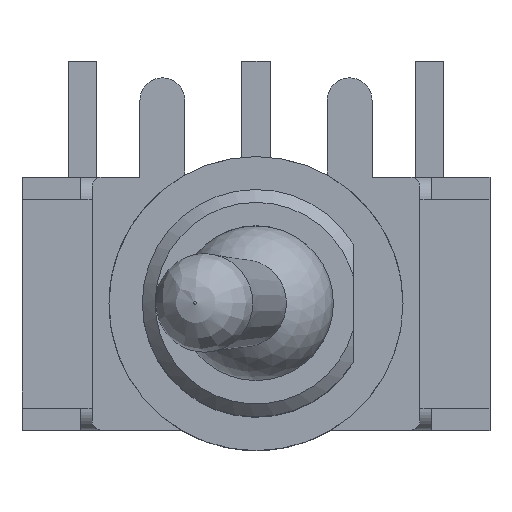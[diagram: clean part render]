
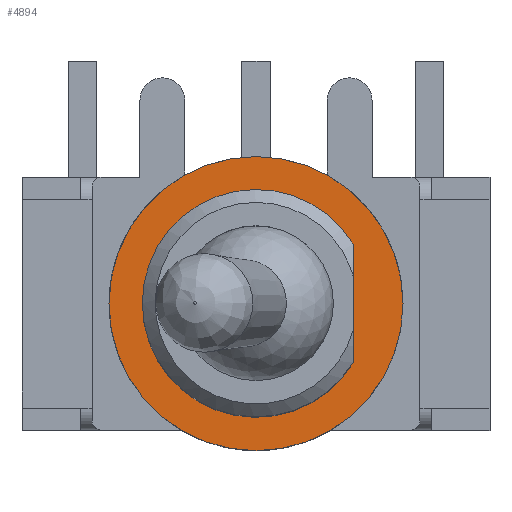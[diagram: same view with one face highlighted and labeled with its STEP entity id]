
A CAD part, top view. The second image highlights one B-rep face of the part: STEP entity #4894.
In plain terms, the highlighted planar face has unit normal (0, 0, 1).
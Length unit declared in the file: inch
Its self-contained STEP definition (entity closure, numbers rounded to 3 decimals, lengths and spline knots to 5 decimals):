
#109=FACE_BOUND('',#505,.T.);
#208=FACE_OUTER_BOUND('',#504,.T.);
#504=EDGE_LOOP('',(#3338));
#505=EDGE_LOOP('',(#3339,#3340));
#812=CIRCLE('',#5241,0.12146);
#813=CIRCLE('',#5243,0.15709);
#948=LINE('',#7150,#1508);
#1508=VECTOR('',#5752,0.3937);
#2069=VERTEX_POINT('',#7147);
#2070=VERTEX_POINT('',#7149);
#2071=VERTEX_POINT('',#7156);
#2545=EDGE_CURVE('',#2070,#2069,#948,.T.);
#2548=EDGE_CURVE('',#2069,#2070,#812,.T.);
#2549=EDGE_CURVE('',#2071,#2071,#813,.T.);
#3338=ORIENTED_EDGE('',*,*,#2549,.T.);
#3339=ORIENTED_EDGE('',*,*,#2548,.T.);
#3340=ORIENTED_EDGE('',*,*,#2545,.T.);
#4676=PLANE('',#5242);
#4894=ADVANCED_FACE('',(#208,#109),#4676,.T.);
#5241=AXIS2_PLACEMENT_3D('',#7154,#5757,#5758);
#5242=AXIS2_PLACEMENT_3D('',#7155,#5759,#5760);
#5243=AXIS2_PLACEMENT_3D('',#7157,#5761,#5762);
#5752=DIRECTION('',(0.,-1.,0.));
#5757=DIRECTION('center_axis',(0.,0.,
-1.));
#5758=DIRECTION('ref_axis',(-0.854,-0.52,0.));
#5759=DIRECTION('center_axis',(0.,0.,
1.));
#5760=DIRECTION('ref_axis',(-1.,0.,0.));
#5761=DIRECTION('center_axis',(0.,0.,
1.));
#5762=DIRECTION('ref_axis',(-1.,0.,0.));
#7147=CARTESIAN_POINT('',(0.10374,-0.06316,0.40984));
#7149=CARTESIAN_POINT('',(0.10374,0.06316,0.40984));
#7150=CARTESIAN_POINT('',(0.10374,0.06316,0.40984));
#7154=CARTESIAN_POINT('Origin',(0.,0.,
0.40984));
#7155=CARTESIAN_POINT('Origin',(0.,0.,
0.40984));
#7156=CARTESIAN_POINT('',(0.15709,0.,0.40984));
#7157=CARTESIAN_POINT('Origin',(0.,0.,
0.40984));
